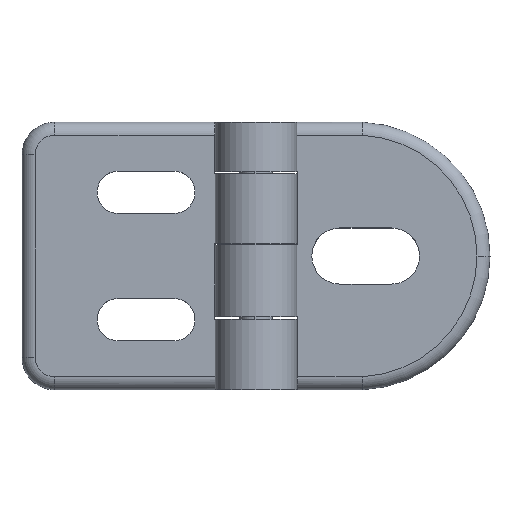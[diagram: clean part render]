
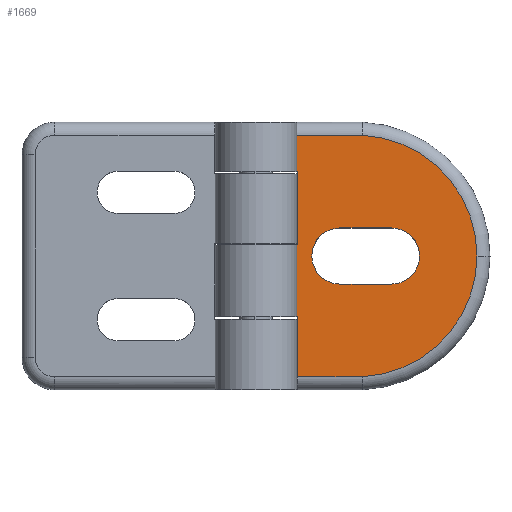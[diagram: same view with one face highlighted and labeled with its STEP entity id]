
A CAD part, top view. The second image highlights one B-rep face of the part: STEP entity #1669.
In plain terms, the highlighted planar face has unit normal (0, 0, 1).
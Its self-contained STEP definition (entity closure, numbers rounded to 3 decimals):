
#23 = EDGE_LOOP ( 'NONE', ( #3018, #3527, #1571, #3435, #3341 ) ) ;
#64 = AXIS2_PLACEMENT_3D ( 'NONE', #918, #908, #893 ) ;
#116 = VERTEX_POINT ( 'NONE', #1123 ) ;
#134 = DIRECTION ( 'NONE',  ( 0., -1., 0. ) ) ;
#188 = DIRECTION ( 'NONE',  ( 0., 0., 1. ) ) ;
#201 = EDGE_CURVE ( 'NONE', #3437, #1139, #1766, .T. ) ;
#210 = EDGE_CURVE ( 'NONE', #639, #3222, #1754, .T. ) ;
#218 = DIRECTION ( 'NONE',  ( -1., 0., 0. ) ) ;
#238 = DIRECTION ( 'NONE',  ( 1., 0., 0. ) ) ;
#239 = DIRECTION ( 'NONE',  ( 0., 0., 1. ) ) ;
#247 = CARTESIAN_POINT ( 'NONE',  ( -5.526, 0., 3.15 ) ) ;
#279 = CIRCLE ( 'NONE', #64, 4.3 ) ;
#296 = CARTESIAN_POINT ( 'NONE',  ( -8., 4.3, 3.15 ) ) ;
#363 = DIRECTION ( 'NONE',  ( 1., 0., 0. ) ) ;
#395 = EDGE_CURVE ( 'NONE', #421, #2458, #2559, .T. ) ;
#403 = DIRECTION ( 'NONE',  ( 0., 0., 1. ) ) ;
#405 = CARTESIAN_POINT ( 'NONE',  ( -0.1, 0., 3.15 ) ) ;
#416 = CARTESIAN_POINT ( 'NONE',  ( -0.1, -4.3, 3.15 ) ) ;
#421 = VERTEX_POINT ( 'NONE', #3257 ) ;
#423 = CARTESIAN_POINT ( 'NONE',  ( -14.5, 0., 3.15 ) ) ;
#432 = VERTEX_POINT ( 'NONE', #3238 ) ;
#517 = ORIENTED_EDGE ( 'NONE', *, *, #1460, .T. ) ;
#534 = CARTESIAN_POINT ( 'NONE',  ( 13., 0., 3.15 ) ) ;
#555 = VECTOR ( 'NONE', #2491, 1000. ) ;
#600 = LINE ( 'NONE', #2502, #555 ) ;
#639 = VERTEX_POINT ( 'NONE', #2277 ) ;
#659 = CIRCLE ( 'NONE', #1193, 18.526 ) ;
#670 = VERTEX_POINT ( 'NONE', #2149 ) ;
#700 = ORIENTED_EDGE ( 'NONE', *, *, #210, .T. ) ;
#707 = ORIENTED_EDGE ( 'NONE', *, *, #2424, .T. ) ;
#711 = DIRECTION ( 'NONE',  ( 0., 0., 1. ) ) ;
#712 = AXIS2_PLACEMENT_3D ( 'NONE', #405, #403, #363 ) ;
#713 = VERTEX_POINT ( 'NONE', #2065 ) ;
#736 = DIRECTION ( 'NONE',  ( 1., 0., 0. ) ) ;
#751 = CARTESIAN_POINT ( 'NONE',  ( -14.5, 1.7, 3.15 ) ) ;
#761 = DIRECTION ( 'NONE',  ( -1., 0., 0. ) ) ;
#764 = DIRECTION ( 'NONE',  ( 0., -1., 0. ) ) ;
#773 = CARTESIAN_POINT ( 'NONE',  ( -5.526, 0., 3.15 ) ) ;
#829 = CARTESIAN_POINT ( 'NONE',  ( -0.1, 0., 3.15 ) ) ;
#848 = AXIS2_PLACEMENT_3D ( 'NONE', #2786, #1207, #2741 ) ;
#893 = DIRECTION ( 'NONE',  ( 1., 0., 0. ) ) ;
#908 = DIRECTION ( 'NONE',  ( 0., 0., 1. ) ) ;
#918 = CARTESIAN_POINT ( 'NONE',  ( -8., 0., 3.15 ) ) ;
#953 = VECTOR ( 'NONE', #3326, 1000. ) ;
#960 = LINE ( 'NONE', #3380, #953 ) ;
#971 = EDGE_CURVE ( 'NONE', #670, #713, #279, .T. ) ;
#1059 = DIRECTION ( 'NONE',  ( 0., -1., 0. ) ) ;
#1076 = LINE ( 'NONE', #423, #1144 ) ;
#1123 = CARTESIAN_POINT ( 'NONE',  ( -15., -9.3, 3.15 ) ) ;
#1139 = VERTEX_POINT ( 'NONE', #534 ) ;
#1144 = VECTOR ( 'NONE', #764, 1000. ) ;
#1169 = VERTEX_POINT ( 'NONE', #416 ) ;
#1177 = LINE ( 'NONE', #3307, #1180 ) ;
#1180 = VECTOR ( 'NONE', #134, 1000. ) ;
#1185 = ORIENTED_EDGE ( 'NONE', *, *, #2297, .T. ) ;
#1193 = AXIS2_PLACEMENT_3D ( 'NONE', #247, #239, #238 ) ;
#1207 = DIRECTION ( 'NONE',  ( 0., 0., 1. ) ) ;
#1232 = EDGE_CURVE ( 'NONE', #1139, #639, #659, .T. ) ;
#1460 = EDGE_CURVE ( 'NONE', #432, #2309, #1076, .T. ) ;
#1467 = DIRECTION ( 'NONE',  ( 1., 0., 0. ) ) ;
#1479 = EDGE_CURVE ( 'NONE', #3222, #421, #1177, .T. ) ;
#1521 = FACE_BOUND ( 'NONE', #23, .T. ) ;
#1538 = VECTOR ( 'NONE', #2550, 1000. ) ;
#1542 = LINE ( 'NONE', #2603, #1538 ) ;
#1569 = DIRECTION ( 'NONE',  ( 1., 0., 0. ) ) ;
#1571 = ORIENTED_EDGE ( 'NONE', *, *, #2865, .F. ) ;
#1595 = CARTESIAN_POINT ( 'NONE',  ( -5.526, 1.7, 3.15 ) ) ;
#1669 = ADVANCED_FACE ( 'NONE', ( #1521, #2601 ), #3178, .T. ) ;
#1727 = EDGE_LOOP ( 'NONE', ( #2106, #2077, #700, #2396, #1788, #2507, #3327, #1185, #707, #517, #2904 ) ) ;
#1754 = LINE ( 'NONE', #2679, #3375 ) ;
#1766 = CIRCLE ( 'NONE', #2192, 18.526 ) ;
#1788 = ORIENTED_EDGE ( 'NONE', *, *, #395, .T. ) ;
#1853 = EDGE_CURVE ( 'NONE', #1169, #2401, #2890, .T. ) ;
#1881 = VECTOR ( 'NONE', #1467, 1000. ) ;
#1894 = LINE ( 'NONE', #1595, #1881 ) ;
#1923 = VECTOR ( 'NONE', #2278, 1000. ) ;
#1979 = LINE ( 'NONE', #2235, #1923 ) ;
#2008 = VECTOR ( 'NONE', #1059, 1000. ) ;
#2012 = LINE ( 'NONE', #2659, #2008 ) ;
#2065 = CARTESIAN_POINT ( 'NONE',  ( -8., -4.3, 3.15 ) ) ;
#2077 = ORIENTED_EDGE ( 'NONE', *, *, #1232, .T. ) ;
#2106 = ORIENTED_EDGE ( 'NONE', *, *, #201, .T. ) ;
#2149 = CARTESIAN_POINT ( 'NONE',  ( -8., 4.3, 3.15 ) ) ;
#2158 = CARTESIAN_POINT ( 'NONE',  ( -15., 1.7, 3.15 ) ) ;
#2192 = AXIS2_PLACEMENT_3D ( 'NONE', #773, #711, #736 ) ;
#2235 = CARTESIAN_POINT ( 'NONE',  ( -4.5, -18.5, 3.15 ) ) ;
#2277 = CARTESIAN_POINT ( 'NONE',  ( -4.551, 18.5, 3.15 ) ) ;
#2278 = DIRECTION ( 'NONE',  ( 1., 0., 0. ) ) ;
#2297 = EDGE_CURVE ( 'NONE', #3105, #116, #960, .T. ) ;
#2301 = VERTEX_POINT ( 'NONE', #3346 ) ;
#2309 = VERTEX_POINT ( 'NONE', #3228 ) ;
#2386 = CARTESIAN_POINT ( 'NONE',  ( -14.5, 12.9, 3.15 ) ) ;
#2396 = ORIENTED_EDGE ( 'NONE', *, *, #1479, .T. ) ;
#2401 = VERTEX_POINT ( 'NONE', #2781 ) ;
#2424 = EDGE_CURVE ( 'NONE', #116, #432, #600, .T. ) ;
#2458 = VERTEX_POINT ( 'NONE', #2386 ) ;
#2491 = DIRECTION ( 'NONE',  ( 1., 0., 0. ) ) ;
#2495 = LINE ( 'NONE', #296, #2522 ) ;
#2502 = CARTESIAN_POINT ( 'NONE',  ( -5.526, -9.3, 3.15 ) ) ;
#2507 = ORIENTED_EDGE ( 'NONE', *, *, #3044, .T. ) ;
#2522 = VECTOR ( 'NONE', #218, 1000. ) ;
#2550 = DIRECTION ( 'NONE',  ( 1., 0., 0. ) ) ;
#2559 = LINE ( 'NONE', #3377, #2630 ) ;
#2601 = FACE_OUTER_BOUND ( 'NONE', #1727, .T. ) ;
#2603 = CARTESIAN_POINT ( 'NONE',  ( -8., -4.3, 3.15 ) ) ;
#2609 = CIRCLE ( 'NONE', #712, 4.3 ) ;
#2630 = VECTOR ( 'NONE', #3319, 1000. ) ;
#2659 = CARTESIAN_POINT ( 'NONE',  ( -14.5, 0., 3.15 ) ) ;
#2679 = CARTESIAN_POINT ( 'NONE',  ( -15., 18.5, 3.15 ) ) ;
#2741 = DIRECTION ( 'NONE',  ( 1., 0., 0. ) ) ;
#2769 = VERTEX_POINT ( 'NONE', #751 ) ;
#2781 = CARTESIAN_POINT ( 'NONE',  ( 4.2, 0., 3.15 ) ) ;
#2786 = CARTESIAN_POINT ( 'NONE',  ( -5.526, 0., 3.15 ) ) ;
#2865 = EDGE_CURVE ( 'NONE', #2401, #2301, #2609, .T. ) ;
#2890 = CIRCLE ( 'NONE', #3017, 4.3 ) ;
#2896 = EDGE_CURVE ( 'NONE', #2301, #670, #2495, .T. ) ;
#2904 = ORIENTED_EDGE ( 'NONE', *, *, #3085, .T. ) ;
#3017 = AXIS2_PLACEMENT_3D ( 'NONE', #829, #188, #1569 ) ;
#3018 = ORIENTED_EDGE ( 'NONE', *, *, #971, .F. ) ;
#3044 = EDGE_CURVE ( 'NONE', #2458, #2769, #2012, .T. ) ;
#3085 = EDGE_CURVE ( 'NONE', #2309, #3437, #1979, .T. ) ;
#3105 = VERTEX_POINT ( 'NONE', #2158 ) ;
#3145 = CARTESIAN_POINT ( 'NONE',  ( -4.551, -18.5, 3.15 ) ) ;
#3153 = EDGE_CURVE ( 'NONE', #3105, #2769, #1894, .T. ) ;
#3178 = PLANE ( 'NONE',  #848 ) ;
#3222 = VERTEX_POINT ( 'NONE', #3492 ) ;
#3228 = CARTESIAN_POINT ( 'NONE',  ( -14.5, -18.5, 3.15 ) ) ;
#3238 = CARTESIAN_POINT ( 'NONE',  ( -14.5, -9.3, 3.15 ) ) ;
#3257 = CARTESIAN_POINT ( 'NONE',  ( -15., 12.9, 3.15 ) ) ;
#3307 = CARTESIAN_POINT ( 'NONE',  ( -15., 20.5, 3.15 ) ) ;
#3319 = DIRECTION ( 'NONE',  ( 1., 0., 0. ) ) ;
#3326 = DIRECTION ( 'NONE',  ( 0., -1., 0. ) ) ;
#3327 = ORIENTED_EDGE ( 'NONE', *, *, #3153, .F. ) ;
#3341 = ORIENTED_EDGE ( 'NONE', *, *, #3544, .F. ) ;
#3346 = CARTESIAN_POINT ( 'NONE',  ( -0.1, 4.3, 3.15 ) ) ;
#3375 = VECTOR ( 'NONE', #761, 1000. ) ;
#3377 = CARTESIAN_POINT ( 'NONE',  ( -5.526, 12.9, 3.15 ) ) ;
#3380 = CARTESIAN_POINT ( 'NONE',  ( -15., 20.5, 3.15 ) ) ;
#3435 = ORIENTED_EDGE ( 'NONE', *, *, #1853, .F. ) ;
#3437 = VERTEX_POINT ( 'NONE', #3145 ) ;
#3492 = CARTESIAN_POINT ( 'NONE',  ( -15., 18.5, 3.15 ) ) ;
#3527 = ORIENTED_EDGE ( 'NONE', *, *, #2896, .F. ) ;
#3544 = EDGE_CURVE ( 'NONE', #713, #1169, #1542, .T. ) ;
